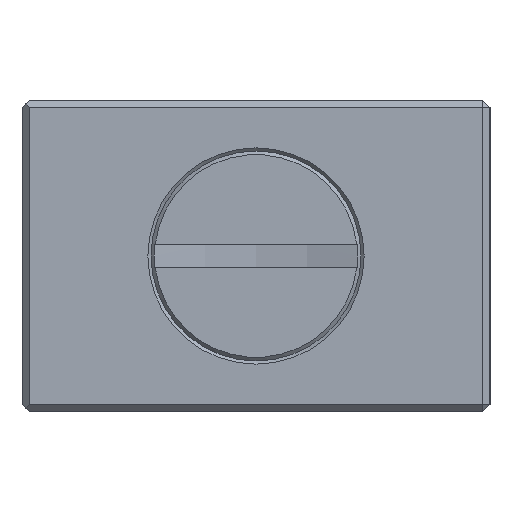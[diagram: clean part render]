
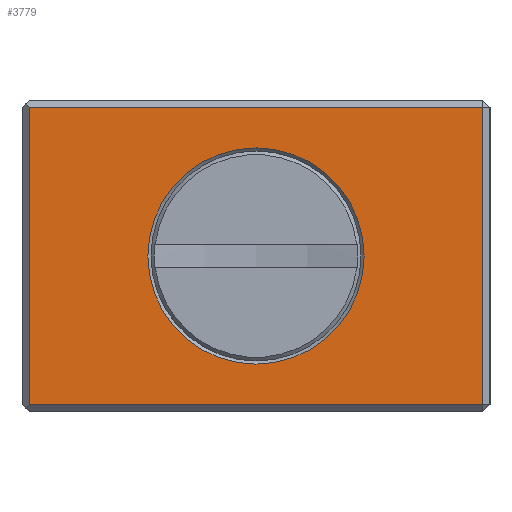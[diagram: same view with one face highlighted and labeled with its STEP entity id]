
A CAD part, left-side view. The second image highlights one B-rep face of the part: STEP entity #3779.
In plain terms, the highlighted planar face has unit normal (-1, 0, 0).
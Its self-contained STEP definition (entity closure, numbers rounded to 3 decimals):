
#214=FACE_BOUND('',#610,.T.);
#269=PLANE('',#4073);
#387=FACE_OUTER_BOUND('',#609,.T.);
#609=EDGE_LOOP('',(#2638,#2639,#2640,#2641));
#610=EDGE_LOOP('',(#2642));
#887=LINE('',#5417,#1205);
#888=LINE('',#5419,#1206);
#889=LINE('',#5421,#1207);
#890=LINE('',#5422,#1208);
#1205=VECTOR('',#4430,10.);
#1206=VECTOR('',#4431,10.);
#1207=VECTOR('',#4432,10.);
#1208=VECTOR('',#4433,10.);
#1521=CIRCLE('',#4071,6.93);
#1676=VERTEX_POINT('',#5410);
#1677=VERTEX_POINT('',#5415);
#1678=VERTEX_POINT('',#5416);
#1679=VERTEX_POINT('',#5418);
#1680=VERTEX_POINT('',#5420);
#2063=EDGE_CURVE('',#1676,#1676,#1521,.T.);
#2065=EDGE_CURVE('',#1677,#1678,#887,.T.);
#2066=EDGE_CURVE('',#1679,#1677,#888,.T.);
#2067=EDGE_CURVE('',#1680,#1679,#889,.T.);
#2068=EDGE_CURVE('',#1678,#1680,#890,.T.);
#2638=ORIENTED_EDGE('',*,*,#2065,.F.);
#2639=ORIENTED_EDGE('',*,*,#2066,.F.);
#2640=ORIENTED_EDGE('',*,*,#2067,.F.);
#2641=ORIENTED_EDGE('',*,*,#2068,.F.);
#2642=ORIENTED_EDGE('',*,*,#2063,.F.);
#3779=ADVANCED_FACE('',(#387,#214),#269,.T.);
#4071=AXIS2_PLACEMENT_3D('',#5412,#4424,#4425);
#4073=AXIS2_PLACEMENT_3D('',#5414,#4428,#4429);
#4424=DIRECTION('center_axis',(-1.,0.,0.));
#4425=DIRECTION('ref_axis',(0.,1.,0.));
#4428=DIRECTION('center_axis',(-1.,0.,0.));
#4429=DIRECTION('ref_axis',(0.,-1.,0.));
#4430=DIRECTION('',(0.,0.,1.));
#4431=DIRECTION('',(0.,1.,0.));
#4432=DIRECTION('',(0.,0.,-1.));
#4433=DIRECTION('',(0.,-1.,0.));
#5410=CARTESIAN_POINT('',(-30.,-6.93,0.));
#5412=CARTESIAN_POINT('Origin',(-30.,0.,0.));
#5414=CARTESIAN_POINT('Origin',(-30.,15.,0.));
#5415=CARTESIAN_POINT('',(-30.,14.5,-9.5));
#5416=CARTESIAN_POINT('',(-30.,14.5,9.5));
#5417=CARTESIAN_POINT('',(-30.,14.5,0.));
#5418=CARTESIAN_POINT('',(-30.,-14.5,-9.5));
#5419=CARTESIAN_POINT('',(-30.,7.5,-9.5));
#5420=CARTESIAN_POINT('',(-30.,-14.5,9.5));
#5421=CARTESIAN_POINT('',(-30.,-14.5,0.));
#5422=CARTESIAN_POINT('',(-30.,7.5,9.5));
